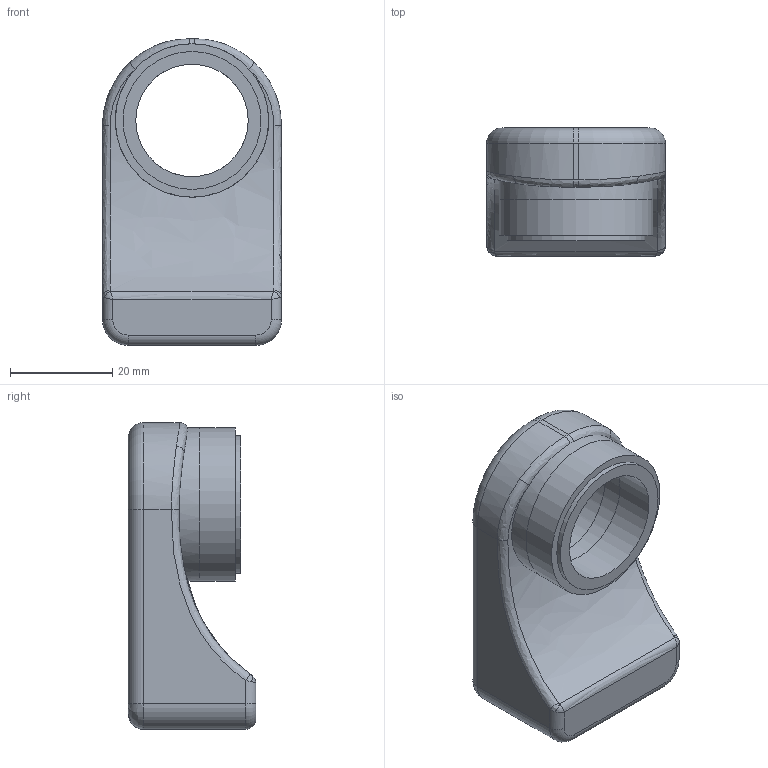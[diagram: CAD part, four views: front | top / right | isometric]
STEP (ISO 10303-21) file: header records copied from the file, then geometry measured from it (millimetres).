
FILE_DESCRIPTION(/* description */ (''),/* implementation_level */ '2;1');
FILE_NAME(/* name */ 'kasakake_final v23.step',/* time_stamp */ '2023-04-19T23:40:31+09:00',/* author */ (''),/* organization */ (''),/* preprocessor_version */ 'ST-DEVELOPER v19.2',/* originating_system */ 'Autodesk Translation Framework v11.17.0.187',/* authorisation */ '');
FILE_SCHEMA (('AUTOMOTIVE_DESIGN { 1 0 10303 214 3 1 1 }'));
Length unit declared in the file: millimetre
Products named in the file (3): kasakake_final; コンポーネント1; コンポーネント4
Assembly tree (2 placements, depth 2):
  kasakake_final
    コンポーネント1
    コンポーネント4
Bounding box: 35 x 25 x 60 mm (x, y, z)
Volume: 28323.9 mm3; surface area: 12859.5 mm2
Topology: 3 solids, 3 shells, 105 faces, 255 edges, 161 vertices
Faces by surface type: plane 56, bspline 25, cylinder 20, torus 4
Full cylindrical faces by diameter (mm): 20 x1, 22 x3, 25 x2, 27 x1, 30 x2
Entity records: 3699 total; most frequent: CARTESIAN_POINT 1290, ORIENTED_EDGE 506, DIRECTION 423, EDGE_CURVE 253, VERTEX_POINT 161, LINE 153, VECTOR 153, AXIS2_PLACEMENT_3D 135
